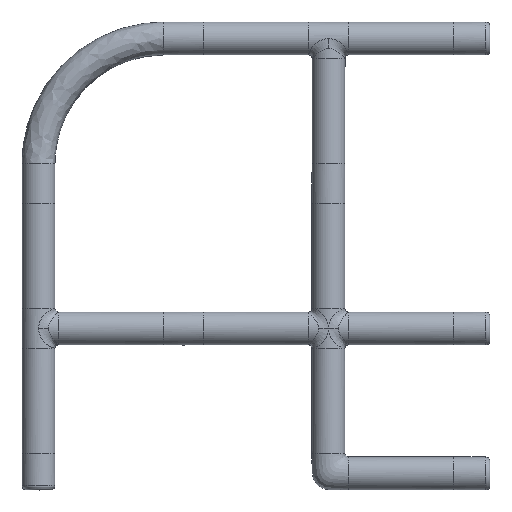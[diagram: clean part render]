
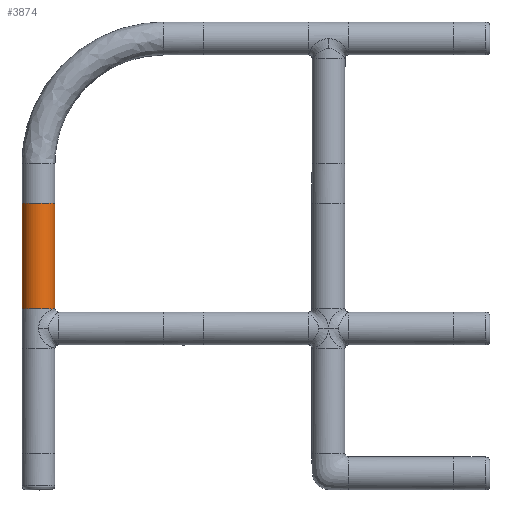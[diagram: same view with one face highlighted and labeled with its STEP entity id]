
A CAD part, top view. The second image highlights one B-rep face of the part: STEP entity #3874.
In plain terms, the highlighted cylindrical face has radius 12.5 mm (diameter 25 mm), a partial arc.
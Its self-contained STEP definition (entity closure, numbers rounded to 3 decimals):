
#3874=ADVANCED_FACE('',(#4376),#10100,.T.);
#4376=FACE_OUTER_BOUND('',#4819,.T.);
#4819=EDGE_LOOP('',(#5509,#5510,#5511,#5512));
#5509=ORIENTED_EDGE('',*,*,#7342,.F.);
#5510=ORIENTED_EDGE('',*,*,#7423,.T.);
#5511=ORIENTED_EDGE('',*,*,#7340,.F.);
#5512=ORIENTED_EDGE('',*,*,#7424,.F.);
#7340=EDGE_CURVE('',#9446,#9482,#8395,.T.);
#7342=EDGE_CURVE('',#9483,#9447,#8396,.T.);
#7423=EDGE_CURVE('',#9483,#9482,#9033,.T.);
#7424=EDGE_CURVE('',#9447,#9446,#9034,.T.);
#8395=B_SPLINE_CURVE_WITH_KNOTS('',1,(#26849,#26850),.UNSPECIFIED.,.F.,
 .F.,(2,2),(0.,79.6),.UNSPECIFIED.);
#8396=B_SPLINE_CURVE_WITH_KNOTS('',1,(#26856,#26857),.UNSPECIFIED.,.F.,
 .F.,(2,2),(0.,79.6),.UNSPECIFIED.);
#9033=(
BOUNDED_CURVE()
B_SPLINE_CURVE(2,(#27540,#27541,#27542,#27543,#27544),.UNSPECIFIED.,.F.,
 .F.)
B_SPLINE_CURVE_WITH_KNOTS((3,2,3),(0.,19.635,39.27),
 .UNSPECIFIED.)
CURVE()
GEOMETRIC_REPRESENTATION_ITEM()
RATIONAL_B_SPLINE_CURVE((1.,0.707,1.,0.707,1.))
REPRESENTATION_ITEM('')
);
#9034=(
BOUNDED_CURVE()
B_SPLINE_CURVE(2,(#27545,#27546,#27547,#27548,#27549),.UNSPECIFIED.,.F.,
 .F.)
B_SPLINE_CURVE_WITH_KNOTS((3,2,3),(-39.27,-19.635,
0.),.UNSPECIFIED.)
CURVE()
GEOMETRIC_REPRESENTATION_ITEM()
RATIONAL_B_SPLINE_CURVE((1.,0.707,1.,0.707,1.))
REPRESENTATION_ITEM('')
);
#9446=VERTEX_POINT('',#25617);
#9447=VERTEX_POINT('',#25618);
#9482=VERTEX_POINT('',#25653);
#9483=VERTEX_POINT('',#25654);
#10100=CYLINDRICAL_SURFACE('',#10384,12.5);
#10384=AXIS2_PLACEMENT_3D('',#13007,#10638,$);
#10638=DIRECTION('',(0.,1.,0.));
#13007=CARTESIAN_POINT('',(0.,164.849,0.));
#25617=CARTESIAN_POINT('',(-12.5,124.974,0.));
#25618=CARTESIAN_POINT('',(12.5,124.959,0.));
#25653=CARTESIAN_POINT('',(-12.5,204.724,0.));
#25654=CARTESIAN_POINT('',(12.5,204.724,0.));
#26849=CARTESIAN_POINT('',(-12.5,124.974,0.));
#26850=CARTESIAN_POINT('',(-12.5,204.724,0.));
#26856=CARTESIAN_POINT('',(12.5,204.724,0.));
#26857=CARTESIAN_POINT('',(12.5,124.959,0.));
#27540=CARTESIAN_POINT('',(12.5,204.724,0.));
#27541=CARTESIAN_POINT('',(12.5,204.724,12.5));
#27542=CARTESIAN_POINT('',(0.,204.724,12.5));
#27543=CARTESIAN_POINT('',(-12.5,204.724,12.5));
#27544=CARTESIAN_POINT('',(-12.5,204.724,0.));
#27545=CARTESIAN_POINT('',(12.5,124.959,0.));
#27546=CARTESIAN_POINT('',(12.5,124.959,12.5));
#27547=CARTESIAN_POINT('',(0.,124.967,12.5));
#27548=CARTESIAN_POINT('',(-12.5,124.974,12.5));
#27549=CARTESIAN_POINT('',(-12.5,124.974,0.));
